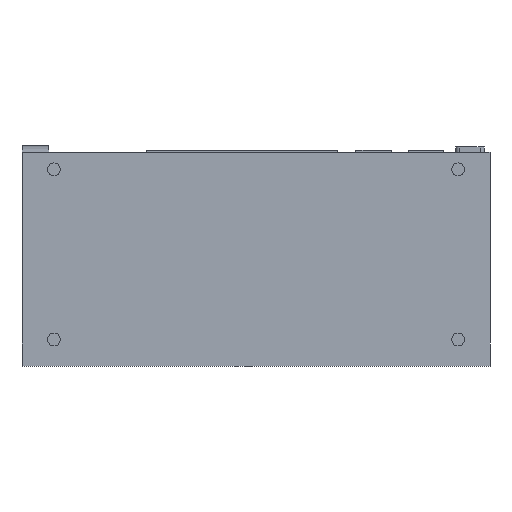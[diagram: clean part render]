
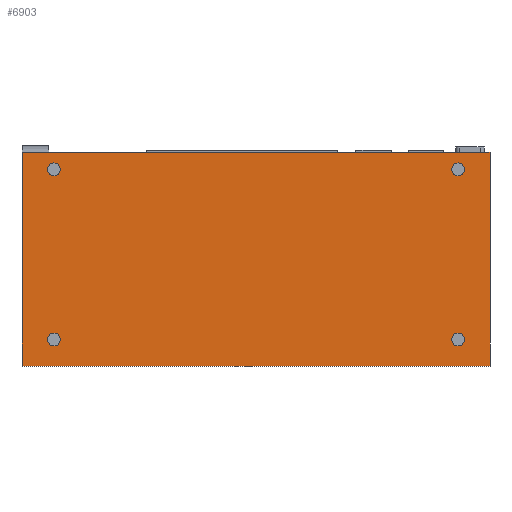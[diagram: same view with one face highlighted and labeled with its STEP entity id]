
A CAD part, front view. The second image highlights one B-rep face of the part: STEP entity #6903.
In plain terms, the highlighted planar face has unit normal (0, -1, 0).
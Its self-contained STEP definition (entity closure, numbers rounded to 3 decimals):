
#55=FACE_BOUND('',#1196,.T.);
#56=FACE_BOUND('',#1197,.T.);
#57=FACE_BOUND('',#1198,.T.);
#58=FACE_BOUND('',#1199,.T.);
#66=CIRCLE('',#7252,6.);
#68=CIRCLE('',#7256,6.);
#70=CIRCLE('',#7260,6.);
#72=CIRCLE('',#7264,6.);
#391=PLANE('',#7269);
#789=FACE_OUTER_BOUND('',#1195,.T.);
#1195=EDGE_LOOP('',(#6488,#6489,#6490,#6491,#6492));
#1196=EDGE_LOOP('',(#6493));
#1197=EDGE_LOOP('',(#6494));
#1198=EDGE_LOOP('',(#6495));
#1199=EDGE_LOOP('',(#6496));
#1291=LINE('',#9865,#2163);
#1294=LINE('',#9873,#2166);
#2066=LINE('',#11481,#2938);
#2071=LINE('',#11490,#2943);
#2072=LINE('',#11492,#2944);
#2163=VECTOR('',#7415,10.);
#2166=VECTOR('',#7424,10.);
#2938=VECTOR('',#8822,10.);
#2943=VECTOR('',#8831,10.);
#2944=VECTOR('',#8834,10.);
#3115=VERTEX_POINT('',#9861);
#3117=VERTEX_POINT('',#9864);
#3119=VERTEX_POINT('',#9872);
#3634=VERTEX_POINT('',#11452);
#3636=VERTEX_POINT('',#11459);
#3638=VERTEX_POINT('',#11466);
#3640=VERTEX_POINT('',#11473);
#3641=VERTEX_POINT('',#11478);
#3644=VERTEX_POINT('',#11488);
#3802=EDGE_CURVE('',#3115,#3117,#1291,.T.);
#3806=EDGE_CURVE('',#3117,#3119,#1294,.T.);
#4579=EDGE_CURVE('',#3634,#3634,#66,.T.);
#4582=EDGE_CURVE('',#3636,#3636,#68,.T.);
#4585=EDGE_CURVE('',#3638,#3638,#70,.T.);
#4588=EDGE_CURVE('',#3640,#3640,#72,.T.);
#4590=EDGE_CURVE('',#3641,#3115,#2066,.T.);
#4595=EDGE_CURVE('',#3644,#3119,#2071,.T.);
#4596=EDGE_CURVE('',#3644,#3641,#2072,.T.);
#6488=ORIENTED_EDGE('',*,*,#4596,.F.);
#6489=ORIENTED_EDGE('',*,*,#4595,.T.);
#6490=ORIENTED_EDGE('',*,*,#3806,.F.);
#6491=ORIENTED_EDGE('',*,*,#3802,.F.);
#6492=ORIENTED_EDGE('',*,*,#4590,.F.);
#6493=ORIENTED_EDGE('',*,*,#4579,.T.);
#6494=ORIENTED_EDGE('',*,*,#4582,.T.);
#6495=ORIENTED_EDGE('',*,*,#4585,.T.);
#6496=ORIENTED_EDGE('',*,*,#4588,.T.);
#6903=ADVANCED_FACE('',(#789,#55,#56,#57,#58),#391,.T.);
#7252=AXIS2_PLACEMENT_3D('',#11454,#8788,#8789);
#7256=AXIS2_PLACEMENT_3D('',#11461,#8797,#8798);
#7260=AXIS2_PLACEMENT_3D('',#11468,#8806,#8807);
#7264=AXIS2_PLACEMENT_3D('',#11475,#8815,#8816);
#7269=AXIS2_PLACEMENT_3D('',#11491,#8832,#8833);
#7415=DIRECTION('',(1.,0.,0.));
#7424=DIRECTION('',(1.,0.,0.));
#8788=DIRECTION('center_axis',(0.,1.,0.));
#8789=DIRECTION('ref_axis',(-1.,0.,0.));
#8797=DIRECTION('center_axis',(0.,1.,0.));
#8798=DIRECTION('ref_axis',(-1.,0.,0.));
#8806=DIRECTION('center_axis',(0.,1.,0.));
#8807=DIRECTION('ref_axis',(-1.,0.,0.));
#8815=DIRECTION('center_axis',(0.,1.,0.));
#8816=DIRECTION('ref_axis',(-1.,0.,0.));
#8822=DIRECTION('',(0.,0.,1.));
#8831=DIRECTION('',(0.,0.,1.));
#8832=DIRECTION('center_axis',(0.,-1.,0.));
#8833=DIRECTION('ref_axis',(1.,0.,0.));
#8834=DIRECTION('',(-1.,0.,0.));
#9861=CARTESIAN_POINT('',(-220.,-22.5,201.));
#9864=CARTESIAN_POINT('',(-195.,-22.5,201.));
#9865=CARTESIAN_POINT('',(220.,-22.5,201.));
#9872=CARTESIAN_POINT('',(220.,-22.5,201.));
#9873=CARTESIAN_POINT('',(220.,-22.5,201.));
#11452=CARTESIAN_POINT('',(-184.,-22.5,185.));
#11454=CARTESIAN_POINT('Origin',(-190.,-22.5,185.));
#11459=CARTESIAN_POINT('',(196.,-22.5,185.));
#11461=CARTESIAN_POINT('Origin',(190.,-22.5,185.));
#11466=CARTESIAN_POINT('',(196.,-22.5,25.));
#11468=CARTESIAN_POINT('Origin',(190.,-22.5,25.));
#11473=CARTESIAN_POINT('',(-184.,-22.5,25.));
#11475=CARTESIAN_POINT('Origin',(-190.,-22.5,25.));
#11478=CARTESIAN_POINT('',(-220.,-22.5,0.));
#11481=CARTESIAN_POINT('',(-220.,-22.5,0.));
#11488=CARTESIAN_POINT('',(220.,-22.5,0.));
#11490=CARTESIAN_POINT('',(220.,-22.5,0.));
#11491=CARTESIAN_POINT('Origin',(-220.,-22.5,0.));
#11492=CARTESIAN_POINT('',(220.,-22.5,0.));
